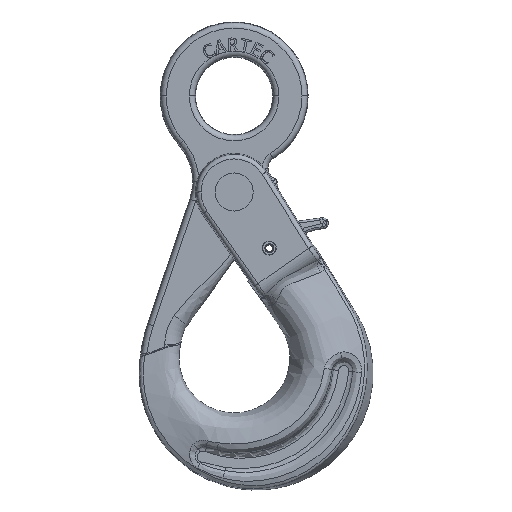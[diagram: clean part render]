
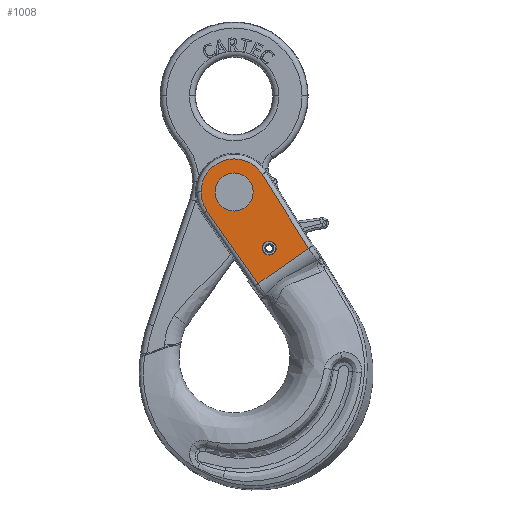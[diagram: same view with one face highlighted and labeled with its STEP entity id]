
A CAD part, top view. The second image highlights one B-rep face of the part: STEP entity #1008.
In plain terms, the highlighted planar face has unit normal (0, 0, 1).
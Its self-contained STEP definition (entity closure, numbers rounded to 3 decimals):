
#1008=ADVANCED_FACE('',(#2246,#2247,#2248),#2249,.T.);
#2246=FACE_OUTER_BOUND('',#8030,.T.);
#2247=FACE_BOUND('',#8031,.T.);
#2248=FACE_BOUND('',#8032,.T.);
#2249=PLANE('',#8033);
#8030=EDGE_LOOP('',(#15524,#15525,#15526,#15527,#15528));
#8031=EDGE_LOOP('',(#15529,#15530));
#8032=EDGE_LOOP('',(#15531,#15532));
#8033=AXIS2_PLACEMENT_3D('',#15533,#15534,#15535);
#15524=ORIENTED_EDGE('',*,*,#18418,.F.);
#15525=ORIENTED_EDGE('',*,*,#18419,.F.);
#15526=ORIENTED_EDGE('',*,*,#18420,.F.);
#15527=ORIENTED_EDGE('',*,*,#18421,.F.);
#15528=ORIENTED_EDGE('',*,*,#18137,.F.);
#15529=ORIENTED_EDGE('',*,*,#18183,.T.);
#15530=ORIENTED_EDGE('',*,*,#18213,.T.);
#15531=ORIENTED_EDGE('',*,*,#18178,.T.);
#15532=ORIENTED_EDGE('',*,*,#18217,.T.);
#15533=CARTESIAN_POINT('',(0.0,0.0,32.5));
#15534=DIRECTION('',(0.0,0.0,1.0));
#15535=DIRECTION('',(1.0,-0.0,0.0));
#18137=EDGE_CURVE('',#20028,#20031,#20032,.T.);
#18178=EDGE_CURVE('',#20097,#20101,#20103,.F.);
#18183=EDGE_CURVE('',#20106,#20110,#20112,.F.);
#18213=EDGE_CURVE('',#20110,#20106,#20160,.F.);
#18217=EDGE_CURVE('',#20101,#20097,#20165,.F.);
#18418=EDGE_CURVE('',#20463,#20028,#20464,.T.);
#18419=EDGE_CURVE('',#20465,#20463,#20466,.F.);
#18420=EDGE_CURVE('',#20467,#20465,#20468,.F.);
#18421=EDGE_CURVE('',#20031,#20467,#20469,.F.);
#20028=VERTEX_POINT('',#22823);
#20031=VERTEX_POINT('',#22826);
#20032=CIRCLE('',#22827,29.997);
#20097=VERTEX_POINT('',#22906);
#20101=VERTEX_POINT('',#22911);
#20103=CIRCLE('',#22914,6.25);
#20106=VERTEX_POINT('',#22917);
#20110=VERTEX_POINT('',#22922);
#20112=CIRCLE('',#22925,16.25);
#20160=CIRCLE('',#23685,16.25);
#20165=CIRCLE('',#23690,6.25);
#20463=VERTEX_POINT('',#27671);
#20464=CIRCLE('',#27672,29.997);
#20465=VERTEX_POINT('',#27673);
#20466=LINE('',#27674,#27675);
#20467=VERTEX_POINT('',#27676);
#20468=LINE('',#27677,#27678);
#20469=LINE('',#27679,#27680);
#22823=CARTESIAN_POINT('',(-29.997,0.,32.5));
#22826=CARTESIAN_POINT('',(25.435,15.903,32.5));
#22827=AXIS2_PLACEMENT_3D('',#33485,#33486,#33487);
#22906=CARTESIAN_POINT('',(38.059,-50.874,32.5));
#22911=CARTESIAN_POINT('',(25.559,-50.874,32.5));
#22914=AXIS2_PLACEMENT_3D('',#33555,#33556,#33557);
#22917=CARTESIAN_POINT('',(16.25,0.0,32.5));
#22922=CARTESIAN_POINT('',(-16.25,0.,32.5));
#22925=AXIS2_PLACEMENT_3D('',#33563,#33564,#33565);
#23685=AXIS2_PLACEMENT_3D('',#33597,#33598,#33599);
#23690=AXIS2_PLACEMENT_3D('',#33606,#33607,#33608);
#27671=CARTESIAN_POINT('',(-24.577,-17.198,32.5));
#27672=AXIS2_PLACEMENT_3D('',#33815,#33816,#33817);
#27673=CARTESIAN_POINT('',(21.543,-83.108,32.5));
#27674=CARTESIAN_POINT('',(-24.577,-17.198,32.5));
#27675=VECTOR('',#33818,80.443);
#27676=CARTESIAN_POINT('',(67.315,-51.078,32.5));
#27677=CARTESIAN_POINT('',(21.543,-83.108,32.5));
#27678=VECTOR('',#33819,55.865);
#27679=CARTESIAN_POINT('',(67.315,-51.078,32.5));
#27680=VECTOR('',#33820,78.996);
#33485=CARTESIAN_POINT('',(0.0,0.0,32.5));
#33486=DIRECTION('',(0.0,0.0,-1.0));
#33487=DIRECTION('',(-1.0,0.0,0.0));
#33555=CARTESIAN_POINT('',(31.809,-50.874,32.5));
#33556=DIRECTION('',(0.0,0.0,1.0));
#33557=DIRECTION('',(1.0,0.0,0.0));
#33563=CARTESIAN_POINT('',(0.0,0.0,32.5));
#33564=DIRECTION('',(0.0,0.0,1.0));
#33565=DIRECTION('',(1.0,0.0,0.0));
#33597=CARTESIAN_POINT('',(0.0,0.0,32.5));
#33598=DIRECTION('',(0.0,0.0,1.0));
#33599=DIRECTION('',(1.0,0.0,0.0));
#33606=CARTESIAN_POINT('',(31.809,-50.874,32.5));
#33607=DIRECTION('',(0.0,0.0,1.0));
#33608=DIRECTION('',(1.0,0.0,0.0));
#33815=CARTESIAN_POINT('',(0.0,0.0,32.5));
#33816=DIRECTION('',(0.0,0.0,-1.0));
#33817=DIRECTION('',(-1.0,0.0,0.0));
#33818=DIRECTION('',(0.573,-0.819,0.0));
#33819=DIRECTION('',(0.819,0.573,0.0));
#33820=DIRECTION('',(-0.53,0.848,0.0));
